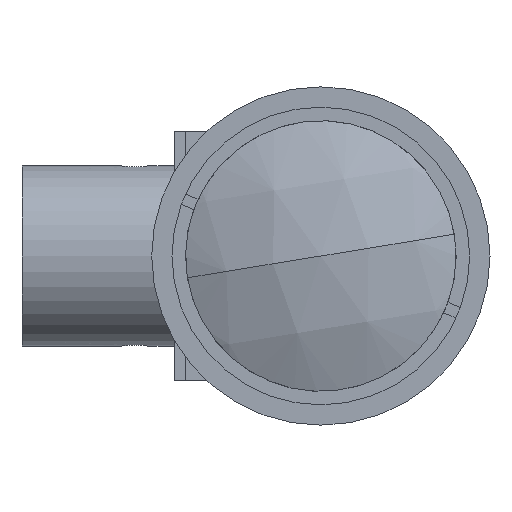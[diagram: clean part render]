
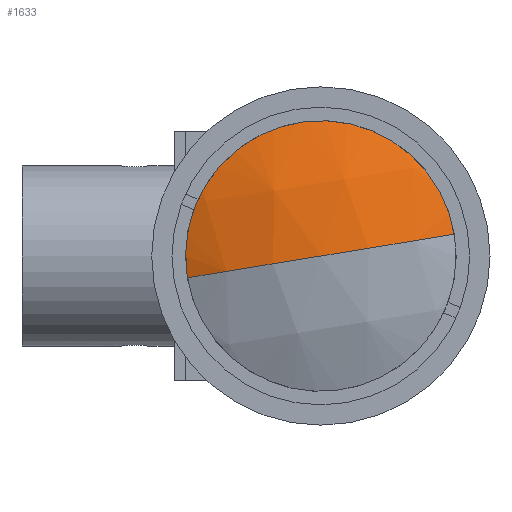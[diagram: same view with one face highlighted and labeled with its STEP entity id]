
A CAD part, left-side view. The second image highlights one B-rep face of the part: STEP entity #1633.
In plain terms, the highlighted spherical face has radius 28.98 mm.
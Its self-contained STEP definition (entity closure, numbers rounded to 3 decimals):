
#99 = ORIENTED_EDGE ( 'NONE', *, *, #1848, .F. ) ;
#271 = CARTESIAN_POINT ( 'NONE',  ( 30.477, 0., 0. ) ) ;
#293 = SPHERICAL_SURFACE ( 'NONE', #3171, 28.98 ) ;
#320 = AXIS2_PLACEMENT_3D ( 'NONE', #271, #2352, #577 ) ;
#357 = CARTESIAN_POINT ( 'NONE',  ( 30.477, 0., 0. ) ) ;
#577 = DIRECTION ( 'NONE',  ( 0., -0.987, 0.161 ) ) ;
#588 = CIRCLE ( 'NONE', #2475, 12.5 ) ;
#672 = DIRECTION ( 'NONE',  ( 0., -0.161, -0.987 ) ) ;
#1016 = CARTESIAN_POINT ( 'NONE',  ( 4.331, 12.337, -2.011 ) ) ;
#1074 = EDGE_CURVE ( 'NONE', #3281, #2856, #588, .T. ) ;
#1119 = CARTESIAN_POINT ( 'NONE',  ( 1.497, 0., 0. ) ) ;
#1182 = FACE_OUTER_BOUND ( 'NONE', #3412, .T. ) ;
#1442 = AXIS2_PLACEMENT_3D ( 'NONE', #1677, #3745, #1967 ) ;
#1552 = VERTEX_POINT ( 'NONE', #1119 ) ;
#1633 = ADVANCED_FACE ( 'NONE', ( #1182 ), #293, .T. ) ;
#1677 = CARTESIAN_POINT ( 'NONE',  ( 30.477, 0., 0. ) ) ;
#1848 = EDGE_CURVE ( 'NONE', #3281, #1552, #2722, .T. ) ;
#1886 = CIRCLE ( 'NONE', #320, 28.98 ) ;
#1967 = DIRECTION ( 'NONE',  ( 0., 0.987, -0.161 ) ) ;
#2296 = DIRECTION ( 'NONE',  ( 0., 0.161, 0.987 ) ) ;
#2311 = DIRECTION ( 'NONE',  ( -1., 0., 0. ) ) ;
#2319 = CARTESIAN_POINT ( 'NONE',  ( 4.331, 0., 0. ) ) ;
#2324 = ORIENTED_EDGE ( 'NONE', *, *, #1074, .T. ) ;
#2352 = DIRECTION ( 'NONE',  ( 0., 0.161, 0.987 ) ) ;
#2475 = AXIS2_PLACEMENT_3D ( 'NONE', #2319, #2311, #2296 ) ;
#2597 = EDGE_CURVE ( 'NONE', #2856, #1552, #1886, .T. ) ;
#2722 = CIRCLE ( 'NONE', #1442, 28.98 ) ;
#2856 = VERTEX_POINT ( 'NONE', #1016 ) ;
#3028 = ORIENTED_EDGE ( 'NONE', *, *, #2597, .T. ) ;
#3122 = CARTESIAN_POINT ( 'NONE',  ( 4.331, -12.337, 2.011 ) ) ;
#3171 = AXIS2_PLACEMENT_3D ( 'NONE', #357, #672, #3355 ) ;
#3281 = VERTEX_POINT ( 'NONE', #3122 ) ;
#3355 = DIRECTION ( 'NONE',  ( 0., 0.987, -0.161 ) ) ;
#3412 = EDGE_LOOP ( 'NONE', ( #99, #2324, #3028 ) ) ;
#3745 = DIRECTION ( 'NONE',  ( 0., -0.161, -0.987 ) ) ;
